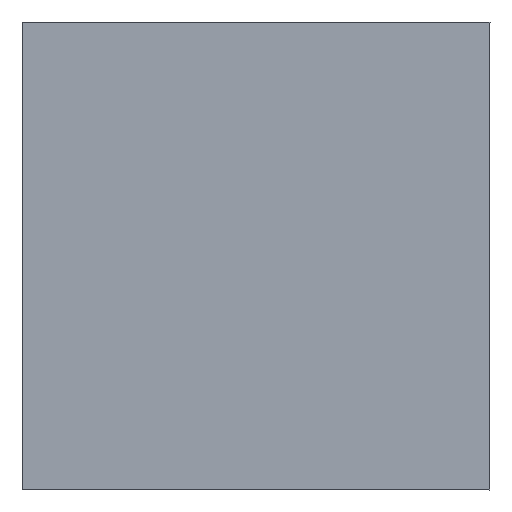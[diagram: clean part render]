
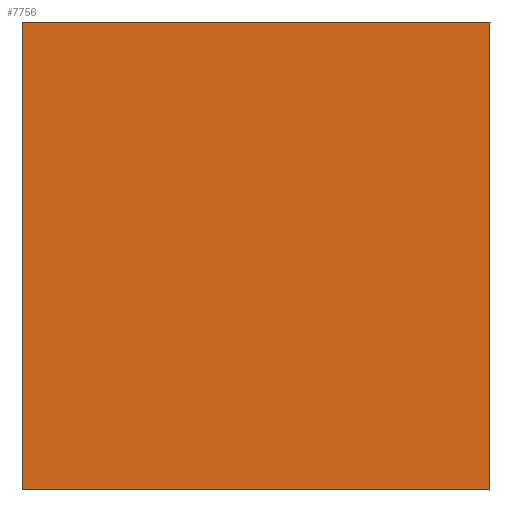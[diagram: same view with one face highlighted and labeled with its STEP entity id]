
A CAD part, front view. The second image highlights one B-rep face of the part: STEP entity #7756.
In plain terms, the highlighted face is planar.
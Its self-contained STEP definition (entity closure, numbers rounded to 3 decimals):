
#2114=ORIENTED_EDGE('',*,*,#3059,.T.);
#2115=ORIENTED_EDGE('',*,*,#3043,.T.);
#2116=ORIENTED_EDGE('',*,*,#3048,.T.);
#2117=ORIENTED_EDGE('',*,*,#3057,.T.);
#3043=EDGE_CURVE('',#3682,#3681,#4477,.T.);
#3048=EDGE_CURVE('',#3681,#3684,#4482,.T.);
#3057=EDGE_CURVE('',#3684,#3687,#4491,.T.);
#3059=EDGE_CURVE('',#3687,#3682,#4493,.T.);
#3681=VERTEX_POINT('',#11855);
#3682=VERTEX_POINT('',#11857);
#3684=VERTEX_POINT('',#11865);
#3687=VERTEX_POINT('',#11877);
#4477=LINE('',#11856,#5283);
#4482=LINE('',#11864,#5288);
#4491=LINE('',#11878,#5297);
#4493=LINE('',#11882,#5299);
#5283=VECTOR('',#9956,1000.);
#5288=VECTOR('',#9963,1000.);
#5297=VECTOR('',#9974,1000.);
#5299=VECTOR('',#9980,1000.);
#5631=EDGE_LOOP('',(#2114,#2115,#2116,#2117));
#5963=FACE_BOUND('',#5631,.T.);
#6222=PLANE('',#8245);
#7756=ADVANCED_FACE('',(#5963),#6222,.T.);
#8245=AXIS2_PLACEMENT_3D('',#11883,#9981,#9982);
#9956=DIRECTION('',(1.,0.,0.));
#9963=DIRECTION('',(0.,-1.,0.));
#9974=DIRECTION('',(-1.,0.,0.));
#9980=DIRECTION('',(0.,1.,0.));
#9981=DIRECTION('',(0.,0.,-1.));
#9982=DIRECTION('',(-1.,0.,0.));
#11855=CARTESIAN_POINT('',(1.213,1.273,0.));
#11856=CARTESIAN_POINT('',(-1.787,1.273,0.));
#11857=CARTESIAN_POINT('',(-1.787,1.273,0.));
#11864=CARTESIAN_POINT('',(1.213,1.273,0.));
#11865=CARTESIAN_POINT('',(1.213,-1.727,0.));
#11877=CARTESIAN_POINT('',(-1.787,-1.727,0.));
#11878=CARTESIAN_POINT('',(1.213,-1.727,0.));
#11882=CARTESIAN_POINT('',(-1.787,-1.727,0.));
#11883=CARTESIAN_POINT('',(-1.787,1.273,0.));
